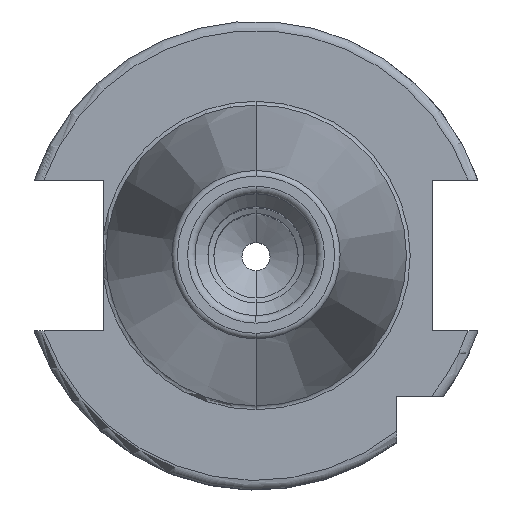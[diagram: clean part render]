
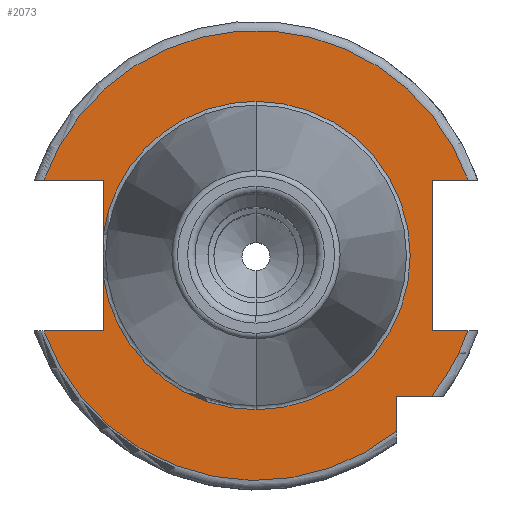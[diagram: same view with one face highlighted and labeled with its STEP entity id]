
A CAD part, top view. The second image highlights one B-rep face of the part: STEP entity #2073.
In plain terms, the highlighted planar face has unit normal (0, 0, 1).
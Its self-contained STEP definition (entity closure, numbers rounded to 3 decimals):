
#565=CARTESIAN_POINT('',(0,0,15.9));
#566=DIRECTION('',(0,0,1));
#567=DIRECTION('',(0.942,0.335,0));
#568=AXIS2_PLACEMENT_3D('',#565,#566,#567);
#616=CARTESIAN_POINT('',(0,0,15.9));
#617=DIRECTION('',(0,0,1));
#618=DIRECTION('',(-0.942,-0.335,0));
#619=AXIS2_PLACEMENT_3D('',#616,#617,#618);
#632=DIRECTION('',(1,0,0));
#633=VECTOR('',#632,6.31);
#634=CARTESIAN_POINT('',(-22.61,-8.05,15.9));
#635=LINE('',#634,#633);
#636=DIRECTION('',(0,1,0));
#637=VECTOR('',#636,5.834);
#638=CARTESIAN_POINT('',(-16.3,-8.05,15.9));
#639=LINE('',#638,#637);
#640=DIRECTION('',(0,1,0));
#641=VECTOR('',#640,5.834);
#642=CARTESIAN_POINT('',(-16.3,2.216,15.9));
#643=LINE('',#642,#641);
#644=DIRECTION('',(1,0,0));
#645=VECTOR('',#644,6.31);
#646=CARTESIAN_POINT('',(-22.61,8.05,15.9));
#647=LINE('',#646,#645);
#648=DIRECTION('',(-1,0,0));
#649=VECTOR('',#648,3.81);
#650=CARTESIAN_POINT('',(22.61,8.05,15.9));
#651=LINE('',#650,#649);
#652=DIRECTION('',(0,-1,0));
#653=VECTOR('',#652,16.1);
#654=CARTESIAN_POINT('',(18.8,8.05,15.9));
#655=LINE('',#654,#653);
#656=DIRECTION('',(-1,0,0));
#657=VECTOR('',#656,3.81);
#658=CARTESIAN_POINT('',(22.61,-8.05,15.9));
#659=LINE('',#658,#657);
#660=CARTESIAN_POINT('',(0,0,15.9));
#661=DIRECTION('',(0,0,1));
#662=DIRECTION('',(0.781,-0.625,0));
#663=AXIS2_PLACEMENT_3D('',#660,#661,#662);
#665=DIRECTION('',(-1,0,0));
#666=VECTOR('',#665,3.735);
#667=CARTESIAN_POINT('',(18.735,-15,15.9));
#668=LINE('',#667,#666);
#669=DIRECTION('',(0,1,0));
#670=VECTOR('',#669,3.735);
#671=CARTESIAN_POINT('',(15,-18.735,15.9));
#672=LINE('',#671,#670);
#684=CARTESIAN_POINT('',(0,0,15.9));
#685=DIRECTION('',(0,0,1));
#686=DIRECTION('',(0,1,0));
#687=AXIS2_PLACEMENT_3D('',#684,#685,#686);
#699=CARTESIAN_POINT('',(0,0,15.9));
#700=DIRECTION('',(0,0,1));
#701=DIRECTION('',(-0.991,-0.135,0));
#702=AXIS2_PLACEMENT_3D('',#699,#700,#701);
#704=CARTESIAN_POINT('',(0,0,15.9));
#705=DIRECTION('',(0,0,-1));
#706=DIRECTION('',(0,1,0));
#707=AXIS2_PLACEMENT_3D('',#704,#705,#706);
#1227=CARTESIAN_POINT('',(0,16.45,15.9));
#1229=VERTEX_POINT('',#1227);
#1249=CARTESIAN_POINT('',(0,-16.45,15.9));
#1251=VERTEX_POINT('',#1249);
#1361=CARTESIAN_POINT('',(-22.61,-8.05,15.9));
#1362=CARTESIAN_POINT('',(-16.3,-8.05,15.9));
#1363=VERTEX_POINT('',#1361);
#1364=VERTEX_POINT('',#1362);
#1365=CARTESIAN_POINT('',(-16.3,-2.216,15.9));
#1366=VERTEX_POINT('',#1365);
#1367=CARTESIAN_POINT('',(-16.3,2.216,15.9));
#1368=CARTESIAN_POINT('',(-16.3,8.05,15.9));
#1369=VERTEX_POINT('',#1367);
#1370=VERTEX_POINT('',#1368);
#1371=CARTESIAN_POINT('',(-22.61,8.05,15.9));
#1372=VERTEX_POINT('',#1371);
#1373=CARTESIAN_POINT('',(18.8,8.05,15.9));
#1374=CARTESIAN_POINT('',(18.8,-8.05,15.9));
#1375=VERTEX_POINT('',#1373);
#1376=VERTEX_POINT('',#1374);
#1377=CARTESIAN_POINT('',(22.61,-8.05,15.9));
#1378=VERTEX_POINT('',#1377);
#1379=CARTESIAN_POINT('',(22.61,8.05,15.9));
#1380=VERTEX_POINT('',#1379);
#1381=CARTESIAN_POINT('',(15,-18.735,15.9));
#1382=CARTESIAN_POINT('',(15,-15,15.9));
#1383=VERTEX_POINT('',#1381);
#1384=VERTEX_POINT('',#1382);
#1385=CARTESIAN_POINT('',(18.735,-15,15.9));
#1386=VERTEX_POINT('',#1385);
#2046=CARTESIAN_POINT('',(0,0,15.9));
#2047=DIRECTION('',(0,0,-1));
#2048=DIRECTION('',(0,-1,0));
#2049=AXIS2_PLACEMENT_3D('',#2046,#2047,#2048);
#2050=PLANE('',#2049);
#2051=ORIENTED_EDGE('',*,*,#1601,.T.);
#2052=ORIENTED_EDGE('',*,*,#1635,.T.);
#2054=ORIENTED_EDGE('',*,*,#2053,.T.);
#2056=ORIENTED_EDGE('',*,*,#2055,.F.);
#2058=ORIENTED_EDGE('',*,*,#2057,.T.);
#2059=ORIENTED_EDGE('',*,*,#1631,.T.);
#2060=ORIENTED_EDGE('',*,*,#1664,.F.);
#2061=ORIENTED_EDGE('',*,*,#2024,.F.);
#2063=ORIENTED_EDGE('',*,*,#2062,.T.);
#2065=ORIENTED_EDGE('',*,*,#2064,.T.);
#2066=ORIENTED_EDGE('',*,*,#1551,.F.);
#2067=ORIENTED_EDGE('',*,*,#2014,.F.);
#2068=ORIENTED_EDGE('',*,*,#1717,.T.);
#2069=ORIENTED_EDGE('',*,*,#1760,.F.);
#2070=ORIENTED_EDGE('',*,*,#2040,.F.);
#2071=EDGE_LOOP('',(#2051,#2052,#2054,#2056,#2058,#2059,#2060,#2061,#2063,#2065,
#2066,#2067,#2068,#2069,#2070));
#2072=FACE_OUTER_BOUND('',#2071,.F.);
#2073=ADVANCED_FACE('',(#2072),#2050,.F.);
#569=CIRCLE('',#568,24);
#620=CIRCLE('',#619,24);
#664=CIRCLE('',#663,24);
#688=CIRCLE('',#687,16.45);
#703=CIRCLE('',#702,16.45);
#708=CIRCLE('',#707,16.45);
#1551=EDGE_CURVE('',#1378,#1376,#659,.T.);
#1601=EDGE_CURVE('',#1363,#1364,#635,.T.);
#1631=EDGE_CURVE('',#1369,#1370,#643,.T.);
#1635=EDGE_CURVE('',#1364,#1366,#639,.T.);
#1664=EDGE_CURVE('',#1372,#1370,#647,.T.);
#1717=EDGE_CURVE('',#1386,#1384,#668,.T.);
#1760=EDGE_CURVE('',#1383,#1384,#672,.T.);
#2014=EDGE_CURVE('',#1386,#1378,#664,.T.);
#2024=EDGE_CURVE('',#1380,#1372,#569,.T.);
#2040=EDGE_CURVE('',#1363,#1383,#620,.T.);
#2053=EDGE_CURVE('',#1366,#1251,#703,.T.);
#2055=EDGE_CURVE('',#1229,#1251,#708,.T.);
#2057=EDGE_CURVE('',#1229,#1369,#688,.T.);
#2062=EDGE_CURVE('',#1380,#1375,#651,.T.);
#2064=EDGE_CURVE('',#1375,#1376,#655,.T.);
